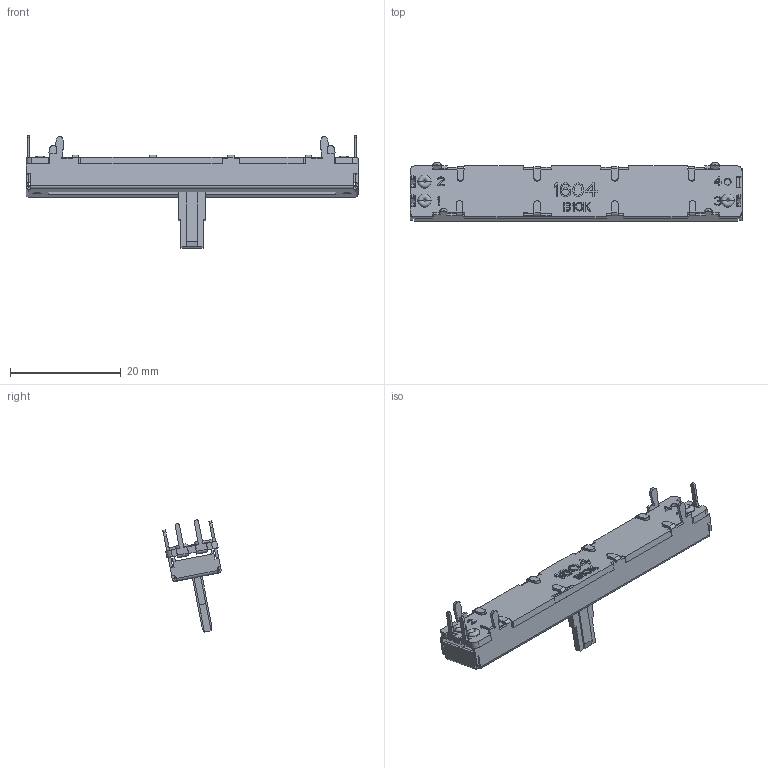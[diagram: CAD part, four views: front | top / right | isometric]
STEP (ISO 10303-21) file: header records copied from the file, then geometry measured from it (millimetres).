
FILE_DESCRIPTION(('FreeCAD Model'),'2;1');
FILE_NAME('Open CASCADE Shape Model','2022-11-13T11:43:40',('Author'),( ''),'Open CASCADE STEP processor 7.5','FreeCAD','Unknown');
FILE_SCHEMA(('AUTOMOTIVE_DESIGN { 1 0 10303 214 1 1 1 1 }'));
Length unit declared in the file: millimetre
Products named in the file (7): SL45N5-10CP_ASM; COMPOUND002; COMPOUND; COMPOUND001; COMPOUND005; COMPOUND003; COMPOUND004
Assembly tree (6 placements, depth 3):
  SL45N5-10CP_ASM
    COMPOUND002
      COMPOUND
      COMPOUND001
    COMPOUND005
      COMPOUND003
      COMPOUND004
Bounding box: 60 x 10.56 x 20.29 mm (x, y, z)
Volume: 669.8 mm3; surface area: 4252.6 mm2
Topology: 2 solids, 7 shells, 888 faces, 2411 edges, 1559 vertices
Faces by surface type: plane 748, cylinder 119, torus 12, bspline 9
Entity records: 27925 total; most frequent: CARTESIAN_POINT 5237, ORIENTED_EDGE 4810, DIRECTION 4411, EDGE_CURVE 2411, LINE 2141, VECTOR 2141, VERTEX_POINT 1559, AXIS2_PLACEMENT_3D 1135
